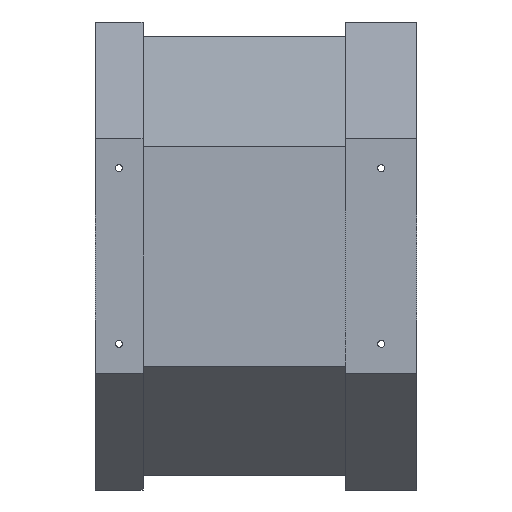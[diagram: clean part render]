
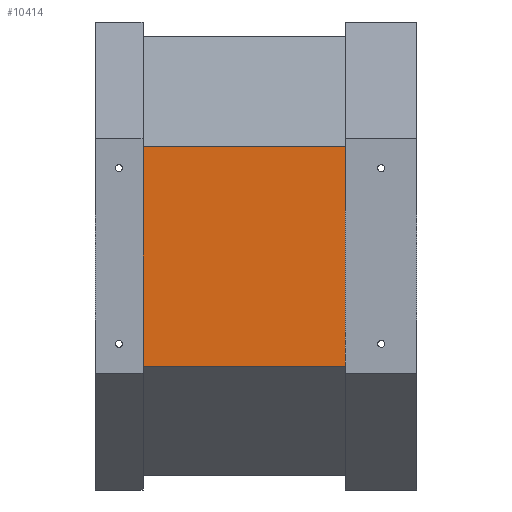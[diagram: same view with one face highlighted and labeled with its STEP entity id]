
A CAD part, front view. The second image highlights one B-rep face of the part: STEP entity #10414.
In plain terms, the highlighted face is planar.
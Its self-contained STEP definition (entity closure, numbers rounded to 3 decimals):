
#36=ELLIPSE('',#10949,1.5,1.5);
#40=ELLIPSE('',#10955,1.5,1.5);
#44=ELLIPSE('',#10961,1.5,1.5);
#48=ELLIPSE('',#10967,1.5,1.5);
#395=FACE_BOUND('',#1870,.T.);
#396=FACE_BOUND('',#1871,.T.);
#397=FACE_BOUND('',#1872,.T.);
#398=FACE_BOUND('',#1873,.T.);
#1243=FACE_OUTER_BOUND('',#1869,.T.);
#1869=EDGE_LOOP('',(#9044,#9045,#9046,#9047));
#1870=EDGE_LOOP('',(#9048));
#1871=EDGE_LOOP('',(#9049));
#1872=EDGE_LOOP('',(#9050));
#1873=EDGE_LOOP('',(#9051));
#2923=LINE('',#17936,#4000);
#2924=LINE('',#17939,#4001);
#2925=LINE('',#17941,#4002);
#2926=LINE('',#17942,#4003);
#4000=VECTOR('',#12858,10.);
#4001=VECTOR('',#12861,10.);
#4002=VECTOR('',#12862,10.);
#4003=VECTOR('',#12863,10.);
#4960=VERTEX_POINT('',#17839);
#4964=VERTEX_POINT('',#17851);
#4968=VERTEX_POINT('',#17863);
#4972=VERTEX_POINT('',#17875);
#4992=VERTEX_POINT('',#17932);
#4993=VERTEX_POINT('',#17934);
#4994=VERTEX_POINT('',#17938);
#4995=VERTEX_POINT('',#17940);
#6334=EDGE_CURVE('',#4960,#4960,#36,.T.);
#6340=EDGE_CURVE('',#4964,#4964,#40,.T.);
#6346=EDGE_CURVE('',#4968,#4968,#44,.T.);
#6352=EDGE_CURVE('',#4972,#4972,#48,.T.);
#6382=EDGE_CURVE('',#4992,#4993,#2923,.T.);
#6383=EDGE_CURVE('',#4994,#4992,#2924,.T.);
#6384=EDGE_CURVE('',#4995,#4993,#2925,.T.);
#6385=EDGE_CURVE('',#4994,#4995,#2926,.T.);
#9044=ORIENTED_EDGE('',*,*,#6383,.T.);
#9045=ORIENTED_EDGE('',*,*,#6382,.T.);
#9046=ORIENTED_EDGE('',*,*,#6384,.F.);
#9047=ORIENTED_EDGE('',*,*,#6385,.F.);
#9048=ORIENTED_EDGE('',*,*,#6334,.T.);
#9049=ORIENTED_EDGE('',*,*,#6340,.T.);
#9050=ORIENTED_EDGE('',*,*,#6346,.T.);
#9051=ORIENTED_EDGE('',*,*,#6352,.T.);
#9920=PLANE('',#10978);
#10414=ADVANCED_FACE('',(#1243,#395,#396,#397,#398),#9920,.T.);
#10949=AXIS2_PLACEMENT_3D('',#17840,#12766,#12767);
#10955=AXIS2_PLACEMENT_3D('',#17852,#12780,#12781);
#10961=AXIS2_PLACEMENT_3D('',#17864,#12794,#12795);
#10967=AXIS2_PLACEMENT_3D('',#17876,#12808,#12809);
#10978=AXIS2_PLACEMENT_3D('',#17937,#12859,#12860);
#12766=DIRECTION('center_axis',(-1.,0.,0.002));
#12767=DIRECTION('ref_axis',(-0.002,0.,-1.));
#12780=DIRECTION('center_axis',(-1.,0.,0.002));
#12781=DIRECTION('ref_axis',(-0.002,0.,-1.));
#12794=DIRECTION('center_axis',(-1.,0.,0.002));
#12795=DIRECTION('ref_axis',(-0.002,0.,-1.));
#12808=DIRECTION('center_axis',(-1.,0.,0.002));
#12809=DIRECTION('ref_axis',(-0.002,0.,-1.));
#12858=DIRECTION('',(0.,-1.,0.));
#12859=DIRECTION('center_axis',(1.,0.,-0.002));
#12860=DIRECTION('ref_axis',(0.002,0.,1.));
#12861=DIRECTION('',(0.002,0.,1.));
#12862=DIRECTION('',(0.002,0.,1.));
#12863=DIRECTION('',(0.,-1.,0.));
#17839=CARTESIAN_POINT('',(79.944,15.156,-35.424));
#17840=CARTESIAN_POINT('Origin',(79.942,15.156,-36.924));
#17851=CARTESIAN_POINT('',(79.944,-95.156,-35.424));
#17852=CARTESIAN_POINT('Origin',(79.942,-95.156,-36.924));
#17863=CARTESIAN_POINT('',(80.06,15.156,38.424));
#17864=CARTESIAN_POINT('Origin',(80.058,15.156,36.924));
#17875=CARTESIAN_POINT('',(80.06,-95.156,38.424));
#17876=CARTESIAN_POINT('Origin',(80.058,-95.156,36.924));
#17932=CARTESIAN_POINT('',(80.072,26.,46.062));
#17934=CARTESIAN_POINT('',(80.072,-104.,46.062));
#17936=CARTESIAN_POINT('',(80.072,26.,46.062));
#17937=CARTESIAN_POINT('Origin',(79.927,26.,-46.314));
#17938=CARTESIAN_POINT('',(79.927,26.,-46.314));
#17939=CARTESIAN_POINT('',(79.927,26.,-46.314));
#17940=CARTESIAN_POINT('',(79.927,-104.,-46.314));
#17941=CARTESIAN_POINT('',(79.927,-104.,-46.314));
#17942=CARTESIAN_POINT('',(79.927,26.,-46.314));
